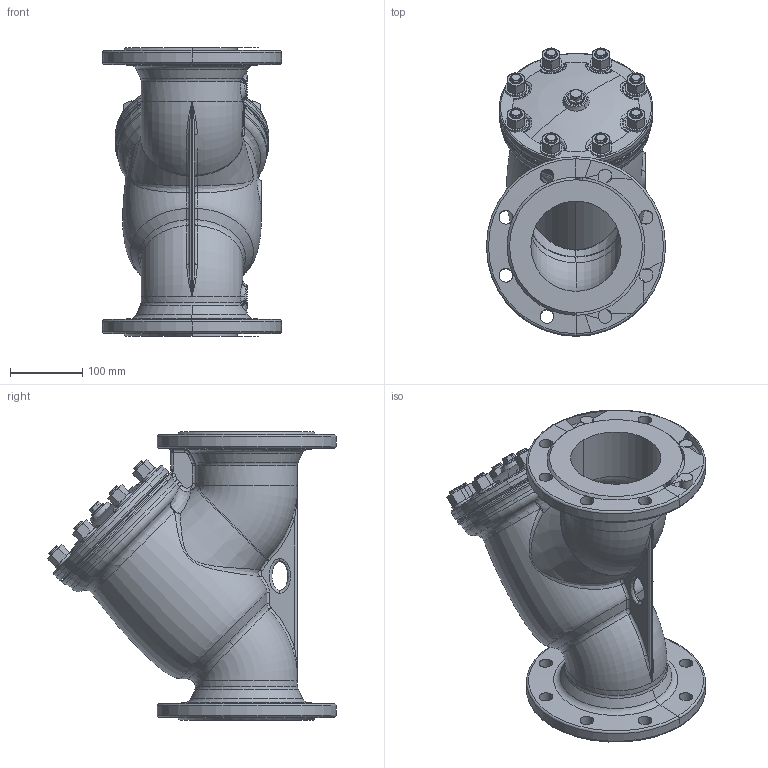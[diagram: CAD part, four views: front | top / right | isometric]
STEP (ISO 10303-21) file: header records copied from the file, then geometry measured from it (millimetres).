
FILE_DESCRIPTION((''),'2;1');
FILE_NAME('LOVILEC_DN125_PN10_16_CEP','2015-03-31T',('u317927'),('Danfoss'),'PRO/ENGINEER BY PARAMETRIC TECHNOLOGY CORPORATION, 2014000','PRO/ENGINEER BY PARAMETRIC TECHNOLOGY CORPORATION, 2014000','');
FILE_SCHEMA(('CONFIG_CONTROL_DESIGN'));
Length unit declared in the file: millimetre
Products named in the file (1): LOVILEC_DN125_PN10_16_CEP
Bounding box: 248 x 399.19 x 400 mm (x, y, z)
Volume: 6014087 mm3; surface area: 992050.5 mm2
Topology: 1 solids, 26 shells, 858 faces, 2049 edges, 1246 vertices
Faces by surface type: cylinder 263, cone 226, plane 173, bspline 107, torus 78, sphere 6, revolution 3, extrusion 2
Entity records: 33634 total; most frequent: CARTESIAN_POINT 14880, ORIENTED_EDGE 3970, DIRECTION 3757, EDGE_CURVE 2019, AXIS2_PLACEMENT_3D 1644, VERTEX_POINT 1238, EDGE_LOOP 969, CIRCLE 897
